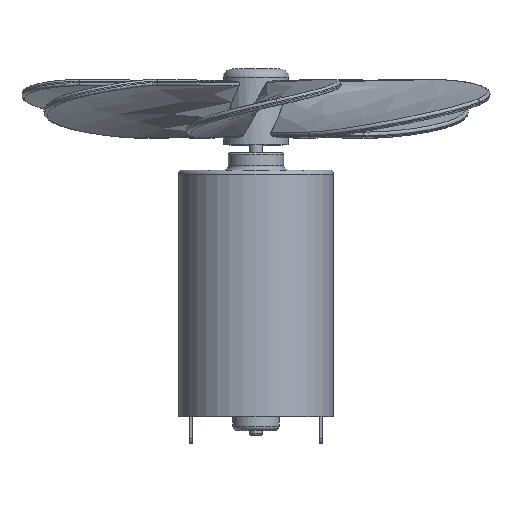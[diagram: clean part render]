
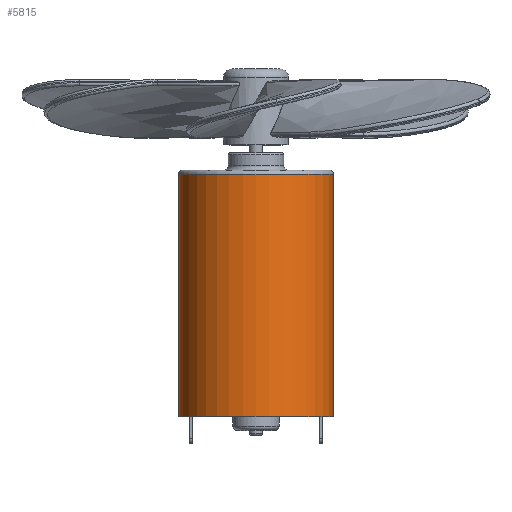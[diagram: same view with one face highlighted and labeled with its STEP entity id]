
A CAD part, top view. The second image highlights one B-rep face of the part: STEP entity #5815.
In plain terms, the highlighted cylindrical face has radius 17.85 mm (diameter 35.7 mm), a full revolution.
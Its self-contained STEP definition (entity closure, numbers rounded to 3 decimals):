
#671=LINE('',#8358,#940);
#940=VECTOR('',#7061,17.85);
#1209=CYLINDRICAL_SURFACE('',#6341,17.85);
#1344=FACE_OUTER_BOUND('',#1725,.T.);
#1725=EDGE_LOOP('',(#4123,#4124,#4125,#4126,#4127));
#2179=CIRCLE('',#6335,17.85);
#2183=CIRCLE('',#6342,17.85);
#2184=CIRCLE('',#6343,17.85);
#2478=VERTEX_POINT('',#8343);
#2481=VERTEX_POINT('',#8355);
#2482=VERTEX_POINT('',#8356);
#3099=EDGE_CURVE('',#2478,#2478,#2179,.T.);
#3104=EDGE_CURVE('',#2481,#2482,#2183,.T.);
#3105=EDGE_CURVE('',#2481,#2478,#671,.T.);
#3106=EDGE_CURVE('',#2482,#2481,#2184,.T.);
#4123=ORIENTED_EDGE('',*,*,#3104,.F.);
#4124=ORIENTED_EDGE('',*,*,#3105,.T.);
#4125=ORIENTED_EDGE('',*,*,#3099,.F.);
#4126=ORIENTED_EDGE('',*,*,#3105,.F.);
#4127=ORIENTED_EDGE('',*,*,#3106,.F.);
#5815=ADVANCED_FACE('',(#1344),#1209,.T.);
#6335=AXIS2_PLACEMENT_3D('',#8345,#7044,#7045);
#6341=AXIS2_PLACEMENT_3D('',#8354,#7057,#7058);
#6342=AXIS2_PLACEMENT_3D('',#8357,#7059,#7060);
#6343=AXIS2_PLACEMENT_3D('',#8359,#7062,#7063);
#7044=DIRECTION('center_axis',(0.,-1.,0.));
#7045=DIRECTION('ref_axis',(-1.,0.,0.));
#7057=DIRECTION('center_axis',(0.,1.,0.));
#7058=DIRECTION('ref_axis',(1.,0.,0.));
#7059=DIRECTION('center_axis',(0.,1.,0.));
#7060=DIRECTION('ref_axis',(1.,0.,0.));
#7061=DIRECTION('',(0.,-1.,0.));
#7062=DIRECTION('center_axis',(0.,1.,0.));
#7063=DIRECTION('ref_axis',(1.,0.,0.));
#8343=CARTESIAN_POINT('',(-17.85,0.954,0.));
#8345=CARTESIAN_POINT('Origin',(0.,0.954,0.));
#8354=CARTESIAN_POINT('Origin',(0.,0.,0.));
#8355=CARTESIAN_POINT('',(-17.85,56.7,0.));
#8356=CARTESIAN_POINT('',(0.,56.7,-17.85));
#8357=CARTESIAN_POINT('Origin',(0.,56.7,0.));
#8358=CARTESIAN_POINT('',(-17.85,0.,0.));
#8359=CARTESIAN_POINT('Origin',(0.,56.7,0.));
